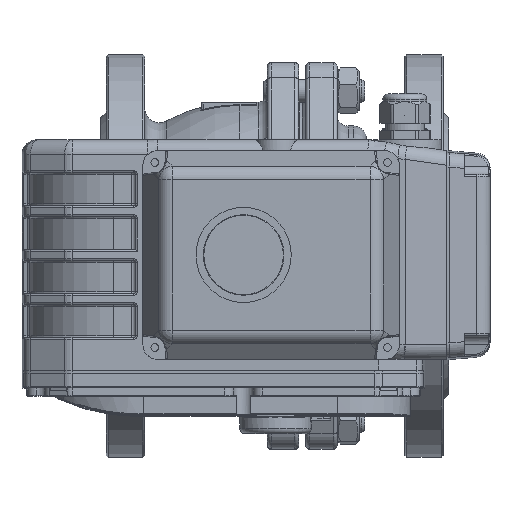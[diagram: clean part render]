
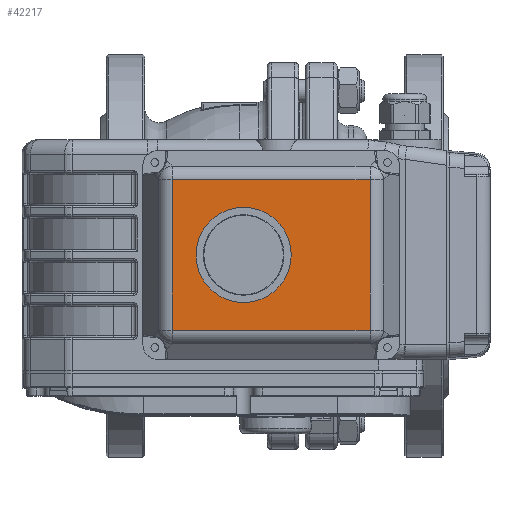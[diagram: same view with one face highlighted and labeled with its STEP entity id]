
A CAD part, top view. The second image highlights one B-rep face of the part: STEP entity #42217.
In plain terms, the highlighted face is planar.
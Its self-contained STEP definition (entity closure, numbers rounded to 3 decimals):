
#3281=LINE('',#76573,#6314);
#3284=LINE('',#76580,#6317);
#3285=LINE('',#76593,#6318);
#3288=LINE('',#76599,#6321);
#6314=VECTOR('',#56115,1000.);
#6317=VECTOR('',#56122,1000.);
#6318=VECTOR('',#56139,1000.);
#6321=VECTOR('',#56146,1000.);
#16185=ORIENTED_EDGE('',*,*,#24737,.F.);
#16186=ORIENTED_EDGE('',*,*,#24685,.T.);
#16187=ORIENTED_EDGE('',*,*,#24675,.T.);
#16188=ORIENTED_EDGE('',*,*,#24671,.T.);
#16189=ORIENTED_EDGE('',*,*,#24681,.T.);
#24671=EDGE_CURVE('',#29484,#29486,#3281,.T.);
#24675=EDGE_CURVE('',#29487,#29484,#3284,.T.);
#24681=EDGE_CURVE('',#29486,#29492,#3285,.T.);
#24685=EDGE_CURVE('',#29492,#29487,#3288,.T.);
#24737=EDGE_CURVE('',#29516,#29516,#32804,.T.);
#29484=VERTEX_POINT('',#76567);
#29486=VERTEX_POINT('',#76572);
#29487=VERTEX_POINT('',#76577);
#29492=VERTEX_POINT('',#76592);
#29516=VERTEX_POINT('',#76712);
#32804=CIRCLE('',#46772,26.);
#35346=EDGE_LOOP('',(#16185));
#35347=EDGE_LOOP('',(#16186,#16187,#16188,#16189));
#38453=FACE_BOUND('',#35346,.T.);
#38454=FACE_BOUND('',#35347,.T.);
#40109=PLANE('',#46771);
#42217=ADVANCED_FACE('',(#38453,#38454),#40109,.T.);
#46771=AXIS2_PLACEMENT_3D('',#76710,#56257,#56258);
#46772=AXIS2_PLACEMENT_3D('',#76711,#56259,#56260);
#56115=DIRECTION('',(0.,0.,-1.));
#56122=DIRECTION('',(1.,0.,0.));
#56139=DIRECTION('',(-1.,0.,0.));
#56146=DIRECTION('',(0.,0.,1.));
#56257=DIRECTION('',(0.,1.,0.));
#56258=DIRECTION('',(0.,0.,1.));
#56259=DIRECTION('',(0.,1.,0.));
#56260=DIRECTION('',(0.,0.,1.));
#76567=CARTESIAN_POINT('',(41.025,36.5,54.025));
#76572=CARTESIAN_POINT('',(41.025,36.5,-54.025));
#76573=CARTESIAN_POINT('',(41.025,36.5,-59.627));
#76577=CARTESIAN_POINT('',(-41.025,36.5,54.025));
#76580=CARTESIAN_POINT('',(46.627,36.5,54.025));
#76592=CARTESIAN_POINT('',(-41.025,36.5,-54.025));
#76593=CARTESIAN_POINT('',(-46.627,36.5,-54.025));
#76599=CARTESIAN_POINT('',(-41.025,36.5,59.627));
#76710=CARTESIAN_POINT('',(0.,36.5,0.));
#76711=CARTESIAN_POINT('',(0.,36.5,15.));
#76712=CARTESIAN_POINT('',(0.,36.5,41.));
